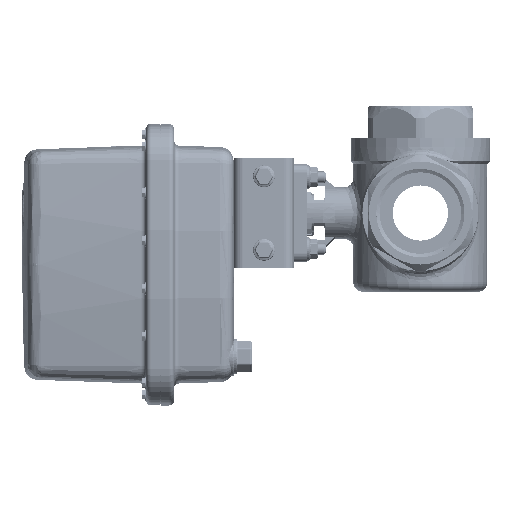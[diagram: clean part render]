
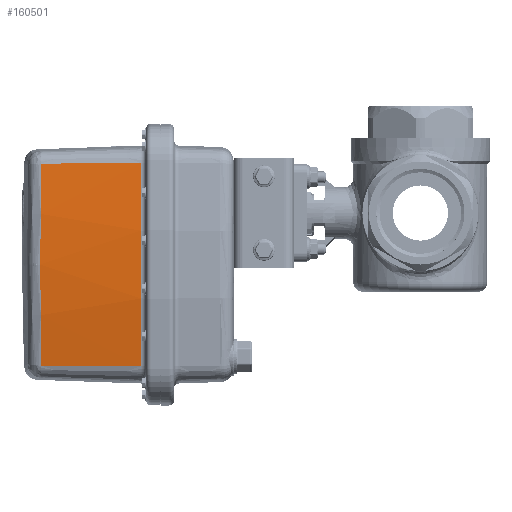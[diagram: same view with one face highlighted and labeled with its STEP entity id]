
A CAD part, left-side view. The second image highlights one B-rep face of the part: STEP entity #160501.
In plain terms, the highlighted conical face has half-angle 2 degrees and reference radius 508 mm.
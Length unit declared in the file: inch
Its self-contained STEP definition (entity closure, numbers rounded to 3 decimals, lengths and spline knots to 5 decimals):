
#2036 = CARTESIAN_POINT ( 'NONE',  ( 1.76018, 3.23684, 2.28864 ) ) ;
#2722 = LINE ( 'NONE', #77292, #61052 ) ;
#2824 = VERTEX_POINT ( 'NONE', #20754 ) ;
#4779 = B_SPLINE_CURVE_WITH_KNOTS ( 'NONE', 3,
 ( #66651, #139606, #141239, #103945, #2036, #154481 ),
 .UNSPECIFIED., .F., .F.,
 ( 4, 2, 4 ),
 ( 0., 0.03493, 0.06986 ),
 .UNSPECIFIED. ) ;
#5452 = CONICAL_SURFACE ( 'NONE', #13325, 20., 0.035 ) ;
#6404 = CARTESIAN_POINT ( 'NONE',  ( 1.76018, 3.23684, -2.28864 ) ) ;
#6757 = ORIENTED_EDGE ( 'NONE', *, *, #32737, .F. ) ;
#7355 = EDGE_CURVE ( 'NONE', #136438, #29545, #4779, .T. ) ;
#12183 = EDGE_LOOP ( 'NONE', ( #50443, #41557, #6757, #128118, #65699 ) ) ;
#13325 = AXIS2_PLACEMENT_3D ( 'NONE', #83501, #31315, #20505 ) ;
#20505 = DIRECTION ( 'NONE',  ( 0., 0., -1. ) ) ;
#20754 = CARTESIAN_POINT ( 'NONE',  ( 1.79076, 0.51977, -2.75686 ) ) ;
#23088 = VECTOR ( 'NONE', #64168, 39.37008 ) ;
#25118 = DIRECTION ( 'NONE',  ( 0.035, -0.999, -0.005 ) ) ;
#29545 = VERTEX_POINT ( 'NONE', #160402 ) ;
#29658 = CARTESIAN_POINT ( 'NONE',  ( 1.80767, 3.23688, -1.83243 ) ) ;
#31259 = CARTESIAN_POINT ( 'NONE',  ( 1.88632, 3.25536, 0. ) ) ;
#31315 = DIRECTION ( 'NONE',  ( 0., -1., 0. ) ) ;
#32737 = EDGE_CURVE ( 'NONE', #44386, #2824, #2722, .T. ) ;
#33119 = EDGE_CURVE ( 'NONE', #44386, #136438, #54452, .T. ) ;
#40448 = DIRECTION ( 'NONE',  ( 0., 0., -1. ) ) ;
#41557 = ORIENTED_EDGE ( 'NONE', *, *, #65126, .T. ) ;
#44386 = VERTEX_POINT ( 'NONE', #63134 ) ;
#50443 = ORIENTED_EDGE ( 'NONE', *, *, #120346, .T. ) ;
#54452 = B_SPLINE_CURVE_WITH_KNOTS ( 'NONE', 3,
 ( #81808, #6404, #29658, #156400, #68551, #31259 ),
 .UNSPECIFIED., .F., .F.,
 ( 4, 2, 4 ),
 ( 0., 0.03493, 0.06986 ),
 .UNSPECIFIED. ) ;
#55273 = CIRCLE ( 'NONE', #76436, 19.98185 ) ;
#61052 = VECTOR ( 'NONE', #25118, 39.37008 ) ;
#63134 = CARTESIAN_POINT ( 'NONE',  ( 1.69672, 3.23863, -2.74376 ) ) ;
#64168 = DIRECTION ( 'NONE',  ( 0.035, -0.999, 0.005 ) ) ;
#65126 = EDGE_CURVE ( 'NONE', #73776, #2824, #55273, .T. ) ;
#65262 = DIRECTION ( 'NONE',  ( 0., 1., 0. ) ) ;
#65699 = ORIENTED_EDGE ( 'NONE', *, *, #7355, .T. ) ;
#66651 = CARTESIAN_POINT ( 'NONE',  ( 1.88632, 3.25536, 0. ) ) ;
#68551 = CARTESIAN_POINT ( 'NONE',  ( 1.8866, 3.24732, -0.45947 ) ) ;
#73776 = VERTEX_POINT ( 'NONE', #141612 ) ;
#76436 = AXIS2_PLACEMENT_3D ( 'NONE', #115026, #65262, #40448 ) ;
#77292 = CARTESIAN_POINT ( 'NONE',  ( 1.80873, 0., -2.75937 ) ) ;
#81808 = CARTESIAN_POINT ( 'NONE',  ( 1.69672, 3.23863, -2.74376 ) ) ;
#83501 = CARTESIAN_POINT ( 'NONE',  ( -18., 0., 0. ) ) ;
#99026 = CARTESIAN_POINT ( 'NONE',  ( 1.80873, 0., 2.75937 ) ) ;
#103945 = CARTESIAN_POINT ( 'NONE',  ( 1.80767, 3.23688, 1.83243 ) ) ;
#106056 = CARTESIAN_POINT ( 'NONE',  ( 1.88632, 3.25536, 0. ) ) ;
#108339 = FACE_OUTER_BOUND ( 'NONE', #12183, .T. ) ;
#115026 = CARTESIAN_POINT ( 'NONE',  ( -18., 0.51977, 0. ) ) ;
#120346 = EDGE_CURVE ( 'NONE', #29545, #73776, #127162, .T. ) ;
#127162 = LINE ( 'NONE', #99026, #23088 ) ;
#128118 = ORIENTED_EDGE ( 'NONE', *, *, #33119, .T. ) ;
#136438 = VERTEX_POINT ( 'NONE', #106056 ) ;
#139606 = CARTESIAN_POINT ( 'NONE',  ( 1.8866, 3.24732, 0.45947 ) ) ;
#141239 = CARTESIAN_POINT ( 'NONE',  ( 1.87088, 3.24212, 0.91784 ) ) ;
#141612 = CARTESIAN_POINT ( 'NONE',  ( 1.79076, 0.51977, 2.75686 ) ) ;
#154481 = CARTESIAN_POINT ( 'NONE',  ( 1.69672, 3.23863, 2.74376 ) ) ;
#156400 = CARTESIAN_POINT ( 'NONE',  ( 1.87088, 3.24212, -0.91784 ) ) ;
#160402 = CARTESIAN_POINT ( 'NONE',  ( 1.69672, 3.23863, 2.74376 ) ) ;
#160501 = ADVANCED_FACE ( 'NONE', ( #108339 ), #5452, .T. ) ;
